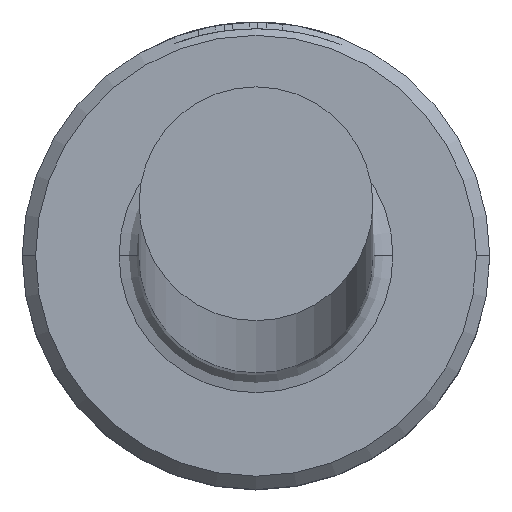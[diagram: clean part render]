
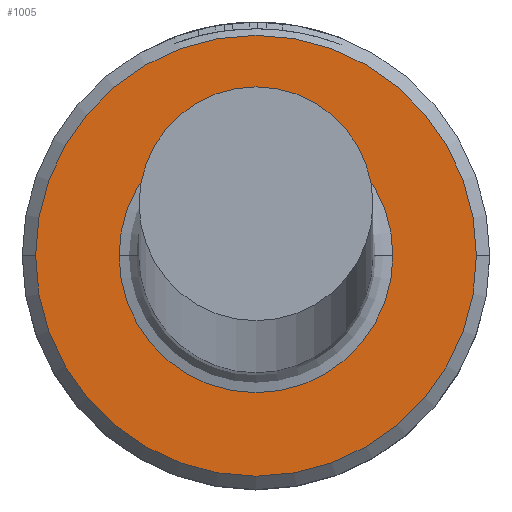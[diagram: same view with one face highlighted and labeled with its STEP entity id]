
A CAD part, top view. The second image highlights one B-rep face of the part: STEP entity #1005.
In plain terms, the highlighted planar face has unit normal (0, 0, 1).
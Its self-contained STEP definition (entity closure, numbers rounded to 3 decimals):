
#30 = EDGE_CURVE ( 'NONE', #1082, #471, #1114, .T. ) ;
#59 = VERTEX_POINT ( 'NONE', #641 ) ;
#112 = DIRECTION ( 'NONE',  ( 0., 0., -1. ) ) ;
#155 = FACE_BOUND ( 'NONE', #224, .T. ) ;
#215 = CARTESIAN_POINT ( 'NONE',  ( 0., 0., 4. ) ) ;
#217 = DIRECTION ( 'NONE',  ( 0., 0., 1. ) ) ;
#222 = AXIS2_PLACEMENT_3D ( 'NONE', #655, #112, #736 ) ;
#224 = EDGE_LOOP ( 'NONE', ( #1052, #776 ) ) ;
#309 = EDGE_LOOP ( 'NONE', ( #1140, #852 ) ) ;
#393 = CARTESIAN_POINT ( 'NONE',  ( 0., 0., 4. ) ) ;
#398 = CARTESIAN_POINT ( 'NONE',  ( 0., 0., 4. ) ) ;
#429 = VERTEX_POINT ( 'NONE', #687 ) ;
#471 = VERTEX_POINT ( 'NONE', #587 ) ;
#477 = DIRECTION ( 'NONE',  ( 0., 0., 1. ) ) ;
#494 = DIRECTION ( 'NONE',  ( 1., 0., 0. ) ) ;
#497 = AXIS2_PLACEMENT_3D ( 'NONE', #215, #903, #820 ) ;
#587 = CARTESIAN_POINT ( 'NONE',  ( 2.05, 0., 4. ) ) ;
#641 = CARTESIAN_POINT ( 'NONE',  ( 3.3, 0., 4. ) ) ;
#642 = AXIS2_PLACEMENT_3D ( 'NONE', #393, #1010, #494 ) ;
#655 = CARTESIAN_POINT ( 'NONE',  ( 0., 0., 4. ) ) ;
#687 = CARTESIAN_POINT ( 'NONE',  ( -3.3, 0., 4. ) ) ;
#690 = CIRCLE ( 'NONE', #222, 2.05 ) ;
#736 = DIRECTION ( 'NONE',  ( -1., 0., 0. ) ) ;
#737 = CIRCLE ( 'NONE', #843, 3.3 ) ;
#776 = ORIENTED_EDGE ( 'NONE', *, *, #919, .T. ) ;
#820 = DIRECTION ( 'NONE',  ( -1., 0., 0. ) ) ;
#842 = DIRECTION ( 'NONE',  ( 1., 0., 0. ) ) ;
#843 = AXIS2_PLACEMENT_3D ( 'NONE', #991, #477, #1078 ) ;
#852 = ORIENTED_EDGE ( 'NONE', *, *, #874, .T. ) ;
#874 = EDGE_CURVE ( 'NONE', #59, #429, #737, .T. ) ;
#890 = CIRCLE ( 'NONE', #642, 3.3 ) ;
#898 = CARTESIAN_POINT ( 'NONE',  ( -2.05, 0., 4. ) ) ;
#903 = DIRECTION ( 'NONE',  ( 0., 0., -1. ) ) ;
#919 = EDGE_CURVE ( 'NONE', #471, #1082, #690, .T. ) ;
#936 = AXIS2_PLACEMENT_3D ( 'NONE', #398, #217, #842 ) ;
#946 = EDGE_CURVE ( 'NONE', #429, #59, #890, .T. ) ;
#991 = CARTESIAN_POINT ( 'NONE',  ( 0., 0., 4. ) ) ;
#1005 = ADVANCED_FACE ( 'NONE', ( #1067, #155 ), #1102, .T. ) ;
#1010 = DIRECTION ( 'NONE',  ( 0., 0., 1. ) ) ;
#1052 = ORIENTED_EDGE ( 'NONE', *, *, #30, .T. ) ;
#1067 = FACE_OUTER_BOUND ( 'NONE', #309, .T. ) ;
#1078 = DIRECTION ( 'NONE',  ( 1., 0., 0. ) ) ;
#1082 = VERTEX_POINT ( 'NONE', #898 ) ;
#1102 = PLANE ( 'NONE',  #936 ) ;
#1114 = CIRCLE ( 'NONE', #497, 2.05 ) ;
#1140 = ORIENTED_EDGE ( 'NONE', *, *, #946, .T. ) ;
